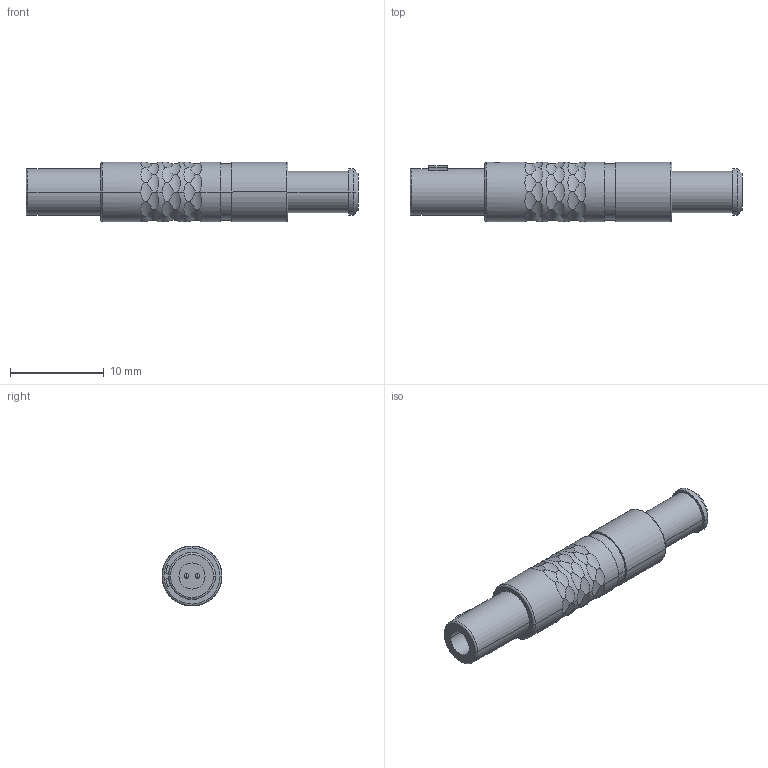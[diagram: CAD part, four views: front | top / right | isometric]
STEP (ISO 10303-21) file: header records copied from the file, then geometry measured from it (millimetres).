
FILE_DESCRIPTION((''),'2;1');
FILE_NAME('S2CLAC-P02M','2013-02-06T',('RTrager'),(''),'PRO/ENGINEER BY PARAMETRIC TECHNOLOGY CORPORATION, 2010330','PRO/ENGINEER BY PARAMETRIC TECHNOLOGY CORPORATION, 2010330','');
FILE_SCHEMA(('CONFIG_CONTROL_DESIGN'));
Length unit declared in the file: millimetre
Products named in the file (1): S2CLAC-P02M
Bounding box: 35.5 x 6.4 x 6.4 mm (x, y, z)
Volume: 758.9 mm3; surface area: 959.1 mm2
Topology: 1 solids, 1 shells, 151 faces, 386 edges, 248 vertices
Faces by surface type: cylinder 104, plane 29, torus 8, bspline 4, sphere 4, cone 2
Entity records: 6078 total; most frequent: CARTESIAN_POINT 2727, ORIENTED_EDGE 764, DIRECTION 568, EDGE_CURVE 382, VERTEX_POINT 248, AXIS2_PLACEMENT_3D 241, B_SPLINE_CURVE_WITH_KNOTS 202, EDGE_LOOP 166
